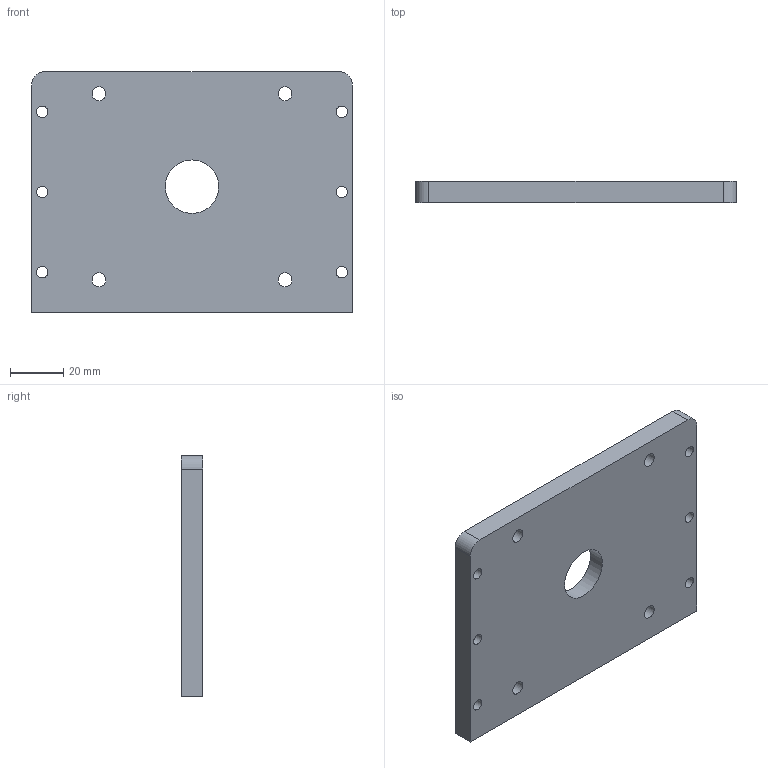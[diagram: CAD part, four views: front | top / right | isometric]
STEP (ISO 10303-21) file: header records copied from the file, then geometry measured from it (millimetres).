
FILE_DESCRIPTION(('FreeCAD Model'),'2;1');
FILE_NAME('Lateral_Base_motor.step','2020-01-28T16:12:26',('Author'), (''),'Open CASCADE STEP processor 7.2','FreeCAD','Unknown');
FILE_SCHEMA(('AUTOMOTIVE_DESIGN { 1 0 10303 214 1 1 1 1 }'));
Length unit declared in the file: millimetre
Products named in the file (1): Pocket001
Bounding box: 120 x 8 x 90 mm (x, y, z)
Volume: 75712.4 mm3; surface area: 26487.9 mm2
Topology: 1 solids, 1 shells, 27 faces, 63 edges, 42 vertices
Faces by surface type: cylinder 17, plane 10
Full cylindrical faces by diameter (mm): 3.3 x3, 4.2 x6, 5.2 x4, 20 x1, 73.2 x1
Entity records: 1693 total; most frequent: CARTESIAN_POINT 295, DIRECTION 273, ORIENTED_EDGE 126, PCURVE 126, DEFINITIONAL_REPRESENTATION 126, LINE 121, VECTOR 121, EDGE_CURVE 63
